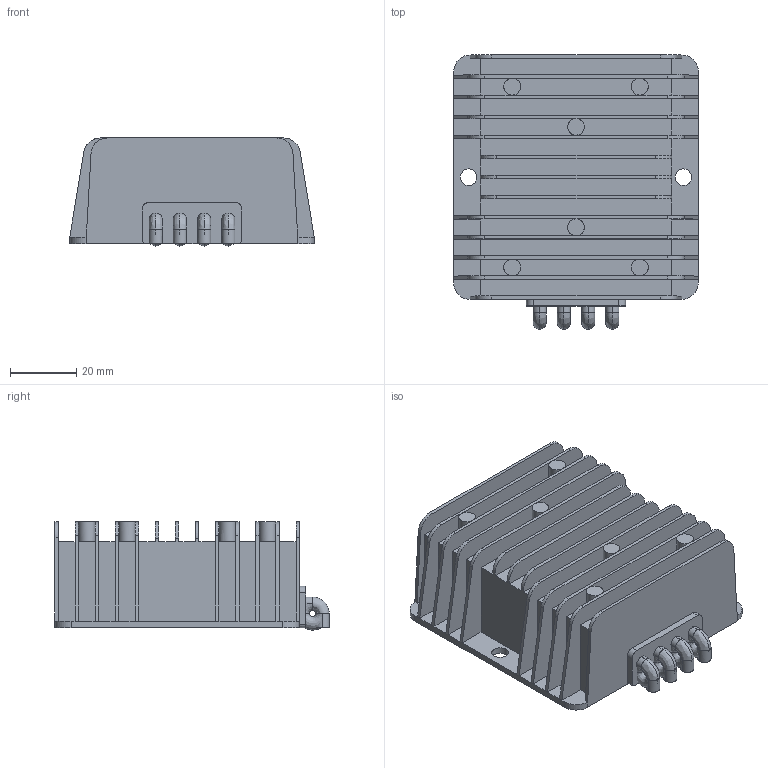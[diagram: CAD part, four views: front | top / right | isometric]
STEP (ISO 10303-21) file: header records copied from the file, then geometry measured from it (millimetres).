
FILE_DESCRIPTION(/* description */ (''),/* implementation_level */ '2;1');
FILE_NAME(/* name */ '150W5VDCDC',/* time_stamp */ '2019-04-16T19:42:58+02:00',/* author */ (''),/* organization */ (''),/* preprocessor_version */ 'ST-DEVELOPER v15',/* originating_system */ '',/* authorisation */ '');
FILE_SCHEMA (('AUTOMOTIVE_DESIGN'));
Length unit declared in the file: millimetre
Products named in the file (1): Document
Bounding box: 74 x 83 x 32.72 mm (x, y, z)
Volume: 1694.5 mm3; surface area: 35313.5 mm2
Topology: 5 solids, 14 shells, 238 faces, 634 edges, 372 vertices
Faces by surface type: plane 148, bspline 90
Entity records: 8667 total; most frequent: CARTESIAN_POINT 4691, ORIENTED_EDGE 1196, EDGE_CURVE 634, B_SPLINE_CURVE_WITH_KNOTS 426, VERTEX_POINT 372, EDGE_LOOP 242, ADVANCED_FACE 238, FACE_OUTER_BOUND 238
